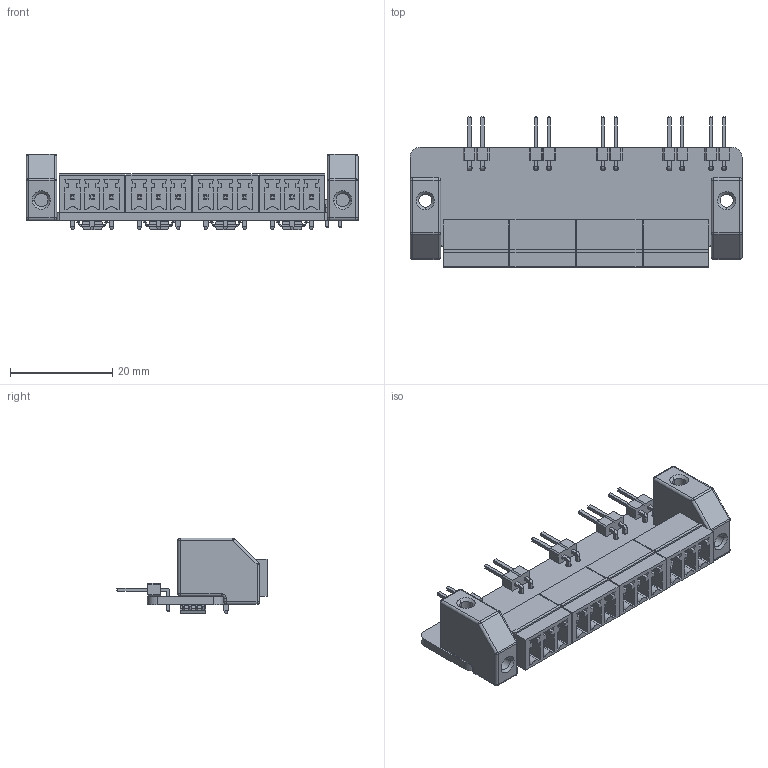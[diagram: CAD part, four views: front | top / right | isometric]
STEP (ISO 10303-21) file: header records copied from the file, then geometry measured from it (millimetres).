
FILE_DESCRIPTION(('KiCad electronic assembly'),'2;1');
FILE_NAME('Step_Direction_Board.step','2020-03-10T13:07:20',('An Author' ),('A Company'),'Open CASCADE STEP processor 6.9', 'KiCad to STEP converter','Unknown');
FILE_SCHEMA(('AUTOMOTIVE_DESIGN { 1 0 10303 214 1 1 1 1 }'));
Length unit declared in the file: millimetre
Products named in the file (10): Open CASCADE STEP translator 6.9 1; PinHeader_1x02_P2.54mm_Horizontal; SOLID; PhoenixContact_MC_1,5_3-G-3.81_1x03_P3.81mm_Horizontal; D8-L; COMPOUND; PCB-MB-01
Assembly tree (20 placements, depth 3):
  Open CASCADE STEP translator 6.9 1
    PinHeader_1x02_P2.54mm_Horizontal  x5
      SOLID
    PhoenixContact_MC_1,5_3-G-3.81_1x03_P3.81mm_Horizontal  x4
      SOLID
    D8-L  x4
      COMPOUND
    PCB-MB-01  x2
      SOLID
    COMPOUND
Bounding box: 65 x 29.38 x 14.86 mm (x, y, z)
Volume: 6416.8 mm3; surface area: 9588.5 mm2
Topology: 52 solids, 52 shells, 1394 faces, 3396 edges, 2164 vertices
Faces by surface type: plane 1118, cylinder 236, sphere 24, cone 12, torus 4
Full cylindrical faces by diameter (mm): 0.199 x4, 1 x10, 1.2 x12, 3.2 x2
Entity records: 26993 total; most frequent: CARTESIAN_POINT 4842, DIRECTION 3819, LINE 2488, VECTOR 2488, ORIENTED_EDGE 1918, PCURVE 1918, DEFINITIONAL_REPRESENTATION 1918, EDGE_CURVE 959
